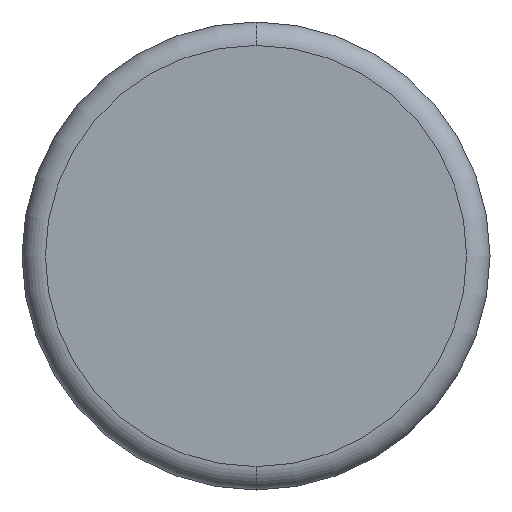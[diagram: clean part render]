
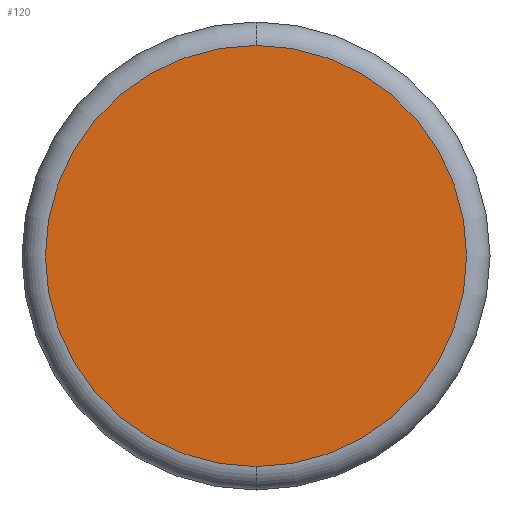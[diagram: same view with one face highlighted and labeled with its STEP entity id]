
A CAD part, front view. The second image highlights one B-rep face of the part: STEP entity #120.
In plain terms, the highlighted planar face has unit normal (0, -1, 0).
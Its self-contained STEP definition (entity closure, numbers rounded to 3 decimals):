
#2 = FACE_OUTER_BOUND ( 'NONE', #182, .T. ) ;
#6 = CARTESIAN_POINT ( 'NONE',  ( 0., 0., 0. ) ) ;
#10 = EDGE_CURVE ( 'NONE', #138, #191, #21, .T. ) ;
#21 = CIRCLE ( 'NONE', #258, 9. ) ;
#25 = DIRECTION ( 'NONE',  ( 0., 0., -1. ) ) ;
#43 = CARTESIAN_POINT ( 'NONE',  ( 0., 0., -9. ) ) ;
#50 = CIRCLE ( 'NONE', #251, 9. ) ;
#56 = ORIENTED_EDGE ( 'NONE', *, *, #10, .T. ) ;
#120 = ADVANCED_FACE ( 'NONE', ( #2 ), #255, .T. ) ;
#138 = VERTEX_POINT ( 'NONE', #43 ) ;
#182 = EDGE_LOOP ( 'NONE', ( #56, #238 ) ) ;
#191 = VERTEX_POINT ( 'NONE', #347 ) ;
#218 = DIRECTION ( 'NONE',  ( 0., 0., -1. ) ) ;
#238 = ORIENTED_EDGE ( 'NONE', *, *, #261, .T. ) ;
#245 = DIRECTION ( 'NONE',  ( 0., -1., 0. ) ) ;
#251 = AXIS2_PLACEMENT_3D ( 'NONE', #334, #245, #218 ) ;
#255 = PLANE ( 'NONE',  #338 ) ;
#258 = AXIS2_PLACEMENT_3D ( 'NONE', #325, #355, #25 ) ;
#261 = EDGE_CURVE ( 'NONE', #191, #138, #50, .T. ) ;
#293 = DIRECTION ( 'NONE',  ( 0., -1., 0. ) ) ;
#324 = DIRECTION ( 'NONE',  ( 0., 0., -1. ) ) ;
#325 = CARTESIAN_POINT ( 'NONE',  ( 0., 0., 0. ) ) ;
#334 = CARTESIAN_POINT ( 'NONE',  ( 0., 0., 0. ) ) ;
#338 = AXIS2_PLACEMENT_3D ( 'NONE', #6, #293, #324 ) ;
#347 = CARTESIAN_POINT ( 'NONE',  ( 0., 0., 9. ) ) ;
#355 = DIRECTION ( 'NONE',  ( 0., -1., 0. ) ) ;
